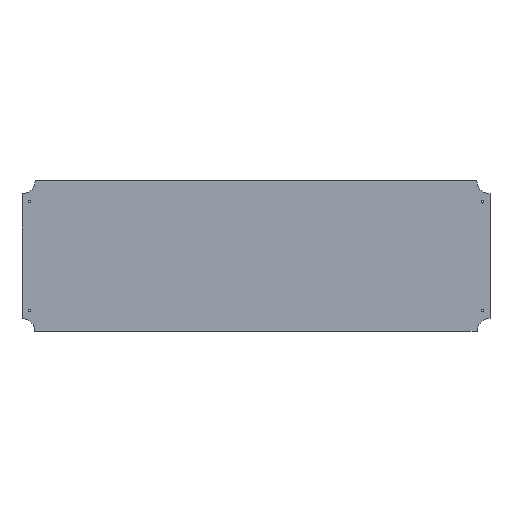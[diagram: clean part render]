
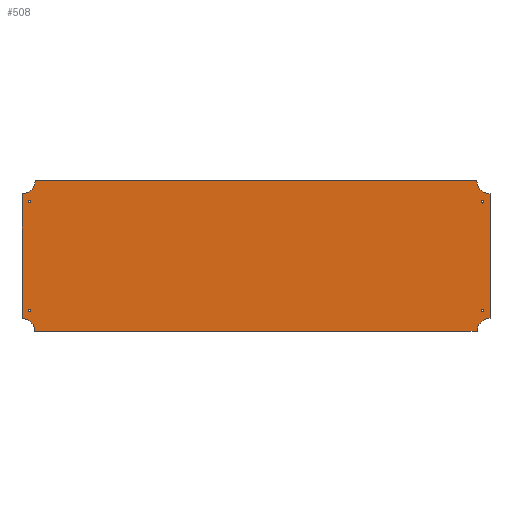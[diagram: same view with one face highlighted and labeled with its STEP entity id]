
A CAD part, top view. The second image highlights one B-rep face of the part: STEP entity #508.
In plain terms, the highlighted planar face has unit normal (0, 0, 1).
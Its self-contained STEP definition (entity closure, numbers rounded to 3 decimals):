
#15=FACE_BOUND('',#86,.T.);
#16=FACE_BOUND('',#87,.T.);
#17=FACE_BOUND('',#88,.T.);
#18=FACE_BOUND('',#89,.T.);
#27=PLANE('',#561);
#53=FACE_OUTER_BOUND('',#85,.T.);
#85=EDGE_LOOP('',(#366,#367,#368,#369,#370,#371,#372,#373));
#86=EDGE_LOOP('',(#374));
#87=EDGE_LOOP('',(#375,#376));
#88=EDGE_LOOP('',(#377));
#89=EDGE_LOOP('',(#378,#379));
#130=LINE('',#845,#164);
#131=LINE('',#849,#165);
#132=LINE('',#853,#166);
#133=LINE('',#857,#167);
#164=VECTOR('',#650,10.);
#165=VECTOR('',#653,10.);
#166=VECTOR('',#656,10.);
#167=VECTOR('',#659,10.);
#198=CIRCLE('',#560,0.7);
#199=CIRCLE('',#562,7.557);
#200=CIRCLE('',#563,7.341);
#201=CIRCLE('',#564,7.454);
#202=CIRCLE('',#565,7.557);
#203=CIRCLE('',#566,0.7);
#204=CIRCLE('',#567,0.7);
#205=CIRCLE('',#568,0.7);
#206=CIRCLE('',#569,0.7);
#207=CIRCLE('',#570,0.7);
#235=VERTEX_POINT('',#830);
#236=VERTEX_POINT('',#832);
#238=VERTEX_POINT('',#843);
#239=VERTEX_POINT('',#844);
#240=VERTEX_POINT('',#846);
#241=VERTEX_POINT('',#848);
#242=VERTEX_POINT('',#850);
#243=VERTEX_POINT('',#852);
#244=VERTEX_POINT('',#854);
#245=VERTEX_POINT('',#856);
#246=VERTEX_POINT('',#859);
#247=VERTEX_POINT('',#862);
#248=VERTEX_POINT('',#864);
#249=VERTEX_POINT('',#865);
#285=EDGE_CURVE('',#236,#235,#198,.T.);
#288=EDGE_CURVE('',#238,#239,#130,.T.);
#289=EDGE_CURVE('',#239,#240,#199,.T.);
#290=EDGE_CURVE('',#240,#241,#131,.T.);
#291=EDGE_CURVE('',#241,#242,#200,.T.);
#292=EDGE_CURVE('',#242,#243,#132,.T.);
#293=EDGE_CURVE('',#243,#244,#201,.T.);
#294=EDGE_CURVE('',#244,#245,#133,.T.);
#295=EDGE_CURVE('',#245,#238,#202,.T.);
#296=EDGE_CURVE('',#246,#246,#203,.T.);
#297=EDGE_CURVE('',#235,#236,#204,.T.);
#298=EDGE_CURVE('',#247,#247,#205,.T.);
#299=EDGE_CURVE('',#248,#249,#206,.T.);
#300=EDGE_CURVE('',#249,#248,#207,.T.);
#366=ORIENTED_EDGE('',*,*,#288,.T.);
#367=ORIENTED_EDGE('',*,*,#289,.T.);
#368=ORIENTED_EDGE('',*,*,#290,.T.);
#369=ORIENTED_EDGE('',*,*,#291,.T.);
#370=ORIENTED_EDGE('',*,*,#292,.T.);
#371=ORIENTED_EDGE('',*,*,#293,.T.);
#372=ORIENTED_EDGE('',*,*,#294,.T.);
#373=ORIENTED_EDGE('',*,*,#295,.T.);
#374=ORIENTED_EDGE('',*,*,#296,.T.);
#375=ORIENTED_EDGE('',*,*,#285,.T.);
#376=ORIENTED_EDGE('',*,*,#297,.T.);
#377=ORIENTED_EDGE('',*,*,#298,.T.);
#378=ORIENTED_EDGE('',*,*,#299,.T.);
#379=ORIENTED_EDGE('',*,*,#300,.T.);
#508=ADVANCED_FACE('',(#53,#15,#16,#17,#18),#27,.F.);
#560=AXIS2_PLACEMENT_3D('',#833,#645,#646);
#561=AXIS2_PLACEMENT_3D('',#842,#648,#649);
#562=AXIS2_PLACEMENT_3D('',#847,#651,#652);
#563=AXIS2_PLACEMENT_3D('',#851,#654,#655);
#564=AXIS2_PLACEMENT_3D('',#855,#657,#658);
#565=AXIS2_PLACEMENT_3D('',#858,#660,#661);
#566=AXIS2_PLACEMENT_3D('',#860,#662,#663);
#567=AXIS2_PLACEMENT_3D('',#861,#664,#665);
#568=AXIS2_PLACEMENT_3D('',#863,#666,#667);
#569=AXIS2_PLACEMENT_3D('',#866,#668,#669);
#570=AXIS2_PLACEMENT_3D('',#867,#670,#671);
#645=DIRECTION('center_axis',(0.,0.,-1.));
#646=DIRECTION('ref_axis',(-1.,0.,0.));
#648=DIRECTION('center_axis',(0.,0.,-1.));
#649=DIRECTION('ref_axis',(1.,0.,0.));
#650=DIRECTION('',(-1.,0.,0.));
#651=DIRECTION('center_axis',(0.,0.,-1.));
#652=DIRECTION('ref_axis',(1.,0.,0.));
#653=DIRECTION('',(0.,-1.,0.));
#654=DIRECTION('center_axis',(0.,0.,-1.));
#655=DIRECTION('ref_axis',(0.,1.,0.));
#656=DIRECTION('',(1.,0.,0.));
#657=DIRECTION('center_axis',(0.,0.,-1.));
#658=DIRECTION('ref_axis',(-1.,0.,0.));
#659=DIRECTION('',(0.,1.,0.));
#660=DIRECTION('center_axis',(0.,0.,-1.));
#661=DIRECTION('ref_axis',(0.,-1.,0.));
#662=DIRECTION('center_axis',(0.,0.,-1.));
#663=DIRECTION('ref_axis',(-1.,0.,0.));
#664=DIRECTION('center_axis',(0.,0.,-1.));
#665=DIRECTION('ref_axis',(-1.,0.,0.));
#666=DIRECTION('center_axis',(0.,0.,-1.));
#667=DIRECTION('ref_axis',(-1.,0.,0.));
#668=DIRECTION('center_axis',(0.,0.,-1.));
#669=DIRECTION('ref_axis',(-1.,0.,0.));
#670=DIRECTION('center_axis',(0.,0.,-1.));
#671=DIRECTION('ref_axis',(-1.,0.,0.));
#830=CARTESIAN_POINT('',(-130.651,28.091,2.));
#832=CARTESIAN_POINT('',(-129.362,28.638,2.));
#833=CARTESIAN_POINT('Origin',(-130.,28.349,2.));
#842=CARTESIAN_POINT('Origin',(0.,-2.784,2.));
#843=CARTESIAN_POINT('',(126.643,40.453,2.));
#844=CARTESIAN_POINT('',(-126.643,40.453,2.));
#845=CARTESIAN_POINT('',(126.643,40.453,2.));
#846=CARTESIAN_POINT('',(-134.2,32.896,2.));
#847=CARTESIAN_POINT('Origin',(-134.2,40.453,2.));
#848=CARTESIAN_POINT('',(-134.2,-38.68,2.));
#849=CARTESIAN_POINT('',(-134.2,32.896,2.));
#850=CARTESIAN_POINT('',(-126.859,-46.021,2.));
#851=CARTESIAN_POINT('Origin',(-134.2,-46.021,2.));
#852=CARTESIAN_POINT('',(126.746,-46.021,2.));
#853=CARTESIAN_POINT('',(-126.859,-46.021,2.));
#854=CARTESIAN_POINT('',(134.2,-38.567,2.));
#855=CARTESIAN_POINT('Origin',(134.2,-46.021,2.));
#856=CARTESIAN_POINT('',(134.2,32.896,2.));
#857=CARTESIAN_POINT('',(134.2,-38.567,2.));
#858=CARTESIAN_POINT('Origin',(134.2,40.453,2.));
#859=CARTESIAN_POINT('',(-129.3,-34.162,2.));
#860=CARTESIAN_POINT('Origin',(-130.,-34.162,2.));
#861=CARTESIAN_POINT('Origin',(-130.013,28.38,2.));
#862=CARTESIAN_POINT('',(130.7,-34.162,2.));
#863=CARTESIAN_POINT('Origin',(130.,-34.162,2.));
#864=CARTESIAN_POINT('',(130.684,28.431,2.));
#865=CARTESIAN_POINT('',(129.302,28.342,2.));
#866=CARTESIAN_POINT('Origin',(130.,28.284,2.));
#867=CARTESIAN_POINT('Origin',(129.987,28.49,2.));
